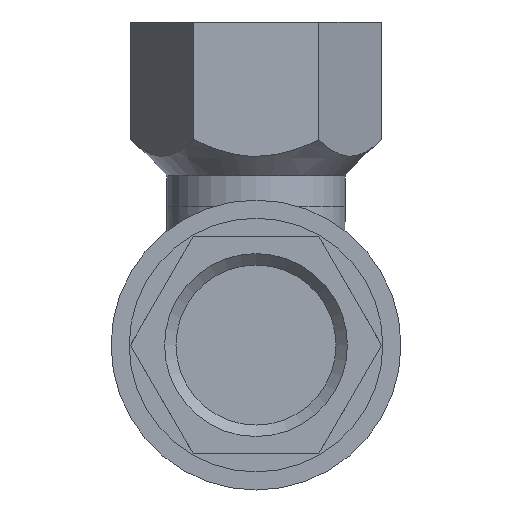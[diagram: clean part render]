
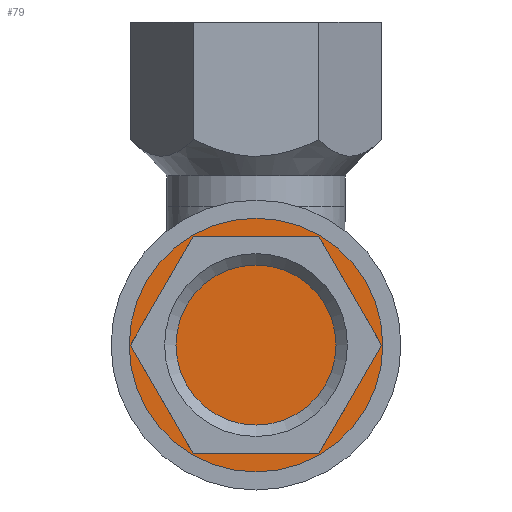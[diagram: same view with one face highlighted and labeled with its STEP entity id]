
A CAD part, front view. The second image highlights one B-rep face of the part: STEP entity #79.
In plain terms, the highlighted planar face has unit normal (0, -1, 0).
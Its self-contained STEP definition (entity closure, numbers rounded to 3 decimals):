
#79 = ADVANCED_FACE( '', ( #172 ), #173, .F. );
#172 = FACE_OUTER_BOUND( '', #286, .T. );
#173 = PLANE( '', #287 );
#286 = EDGE_LOOP( '', ( #414 ) );
#287 = AXIS2_PLACEMENT_3D( '', #415, #416, #417 );
#414 = ORIENTED_EDGE( '', *, *, #566, .F. );
#415 = CARTESIAN_POINT( '', ( 0., 30., 0. ) );
#416 = DIRECTION( '', ( 0., 1., 0. ) );
#417 = DIRECTION( '', ( 0., 0., 1. ) );
#566 = EDGE_CURVE( '', #645, #645, #646, .T. );
#645 = VERTEX_POINT( '', #756 );
#646 = CIRCLE( '', #757, 21. );
#756 = CARTESIAN_POINT( '', ( 21., 30., 0. ) );
#757 = AXIS2_PLACEMENT_3D( '', #1024, #1025, #1026 );
#1024 = CARTESIAN_POINT( '', ( 0., 30., 0. ) );
#1025 = DIRECTION( '', ( 0., 1., 0. ) );
#1026 = DIRECTION( '', ( 1., 0., 0. ) );
